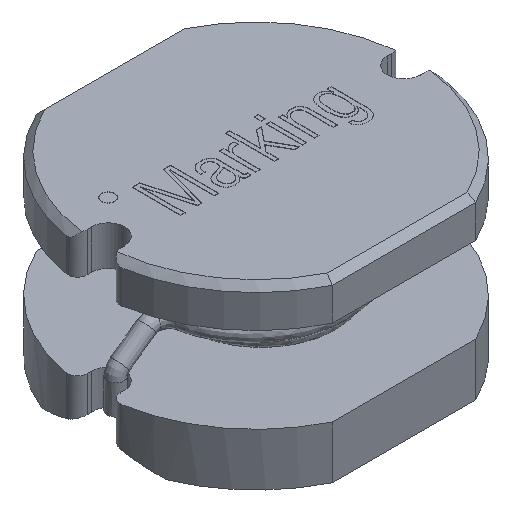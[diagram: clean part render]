
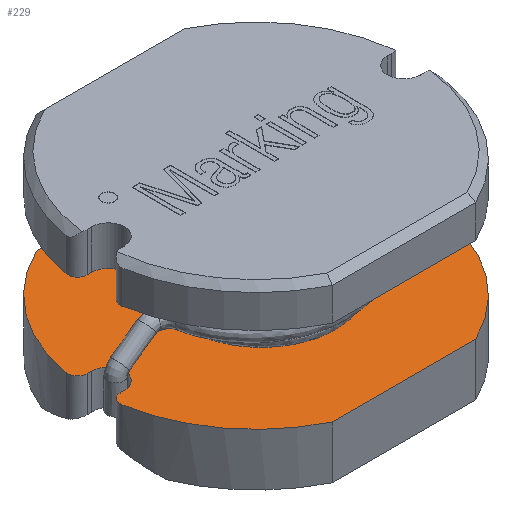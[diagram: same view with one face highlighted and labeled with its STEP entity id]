
A CAD part, isometric view. The second image highlights one B-rep face of the part: STEP entity #229.
In plain terms, the highlighted planar face has unit normal (0, 0, 1).
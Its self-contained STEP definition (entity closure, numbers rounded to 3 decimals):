
#229 = ADVANCED_FACE( '', ( #574, #575 ), #576, .F. );
#574 = FACE_OUTER_BOUND( '', #1542, .T. );
#575 = FACE_BOUND( '', #1543, .T. );
#576 = PLANE( '', #1544 );
#1542 = EDGE_LOOP( '', ( #3823, #3824, #3825, #3826, #3827, #3828, #3829, #3830, #3831, #3832, #3833, #3834, #3835, #3836, #3837, #3838 ) );
#1543 = EDGE_LOOP( '', ( #3839 ) );
#1544 = AXIS2_PLACEMENT_3D( '', #3840, #3841, #3842 );
#3823 = ORIENTED_EDGE( '', *, *, #5076, .T. );
#3824 = ORIENTED_EDGE( '', *, *, #5077, .F. );
#3825 = ORIENTED_EDGE( '', *, *, #5078, .F. );
#3826 = ORIENTED_EDGE( '', *, *, #5079, .F. );
#3827 = ORIENTED_EDGE( '', *, *, #5080, .T. );
#3828 = ORIENTED_EDGE( '', *, *, #5081, .F. );
#3829 = ORIENTED_EDGE( '', *, *, #5082, .T. );
#3830 = ORIENTED_EDGE( '', *, *, #5083, .F. );
#3831 = ORIENTED_EDGE( '', *, *, #5084, .T. );
#3832 = ORIENTED_EDGE( '', *, *, #5085, .F. );
#3833 = ORIENTED_EDGE( '', *, *, #4938, .F. );
#3834 = ORIENTED_EDGE( '', *, *, #5086, .F. );
#3835 = ORIENTED_EDGE( '', *, *, #5087, .T. );
#3836 = ORIENTED_EDGE( '', *, *, #5088, .F. );
#3837 = ORIENTED_EDGE( '', *, *, #5089, .T. );
#3838 = ORIENTED_EDGE( '', *, *, #5071, .F. );
#3839 = ORIENTED_EDGE( '', *, *, #5052, .T. );
#3840 = CARTESIAN_POINT( '', ( 0., 0., 1.6 ) );
#3841 = DIRECTION( '', ( 0., 0., -1. ) );
#3842 = DIRECTION( '', ( -1., 0., 0. ) );
#4938 = EDGE_CURVE( '', #5449, #5451, #5452, .T. );
#5052 = EDGE_CURVE( '', #5653, #5653, #5654, .T. );
#5071 = EDGE_CURVE( '', #5684, #5685, #5686, .T. );
#5076 = EDGE_CURVE( '', #5684, #5693, #5694, .F. );
#5077 = EDGE_CURVE( '', #5695, #5693, #5696, .T. );
#5078 = EDGE_CURVE( '', #5697, #5695, #5698, .T. );
#5079 = EDGE_CURVE( '', #5699, #5697, #5700, .T. );
#5080 = EDGE_CURVE( '', #5699, #5701, #5702, .F. );
#5081 = EDGE_CURVE( '', #5703, #5701, #5704, .T. );
#5082 = EDGE_CURVE( '', #5703, #5705, #5706, .T. );
#5083 = EDGE_CURVE( '', #5707, #5705, #5708, .T. );
#5084 = EDGE_CURVE( '', #5707, #5709, #5710, .F. );
#5085 = EDGE_CURVE( '', #5451, #5709, #5711, .T. );
#5086 = EDGE_CURVE( '', #5712, #5449, #5713, .T. );
#5087 = EDGE_CURVE( '', #5712, #5714, #5715, .F. );
#5088 = EDGE_CURVE( '', #5716, #5714, #5717, .T. );
#5089 = EDGE_CURVE( '', #5716, #5685, #5718, .T. );
#5449 = VERTEX_POINT( '', #6268 );
#5451 = VERTEX_POINT( '', #6271 );
#5452 = LINE( '', #6272, #6273 );
#5653 = VERTEX_POINT( '', #6658 );
#5654 = CIRCLE( '', #6659, 1.9 );
#5684 = VERTEX_POINT( '', #6777 );
#5685 = VERTEX_POINT( '', #6778 );
#5686 = LINE( '', #6779, #6780 );
#5693 = VERTEX_POINT( '', #6790 );
#5694 = CIRCLE( '', #6791, 0.3 );
#5695 = VERTEX_POINT( '', #6792 );
#5696 = CIRCLE( '', #6793, 5. );
#5697 = VERTEX_POINT( '', #6794 );
#5698 = LINE( '', #6795, #6796 );
#5699 = VERTEX_POINT( '', #6797 );
#5700 = CIRCLE( '', #6798, 5. );
#5701 = VERTEX_POINT( '', #6799 );
#5702 = CIRCLE( '', #6800, 0.3 );
#5703 = VERTEX_POINT( '', #6801 );
#5704 = LINE( '', #6802, #6803 );
#5705 = VERTEX_POINT( '', #6804 );
#5706 = CIRCLE( '', #6805, 0.5 );
#5707 = VERTEX_POINT( '', #6806 );
#5708 = LINE( '', #6807, #6808 );
#5709 = VERTEX_POINT( '', #6809 );
#5710 = CIRCLE( '', #6810, 0.3 );
#5711 = CIRCLE( '', #6811, 5. );
#5712 = VERTEX_POINT( '', #6812 );
#5713 = CIRCLE( '', #6813, 5. );
#5714 = VERTEX_POINT( '', #6814 );
#5715 = CIRCLE( '', #6815, 0.3 );
#5716 = VERTEX_POINT( '', #6816 );
#5717 = LINE( '', #6817, #6818 );
#5718 = CIRCLE( '', #6819, 0.5 );
#6268 = CARTESIAN_POINT( '', ( -2.179, 4.5, 1.6 ) );
#6271 = CARTESIAN_POINT( '', ( 2.179, 4.5, 1.6 ) );
#6272 = CARTESIAN_POINT( '', ( -2.179, 4.5, 1.6 ) );
#6273 = VECTOR( '', #7932, 1000. );
#6658 = CARTESIAN_POINT( '', ( 1.9, 0., 1.6 ) );
#6659 = AXIS2_PLACEMENT_3D( '', #8035, #8036, #8037 );
#6777 = CARTESIAN_POINT( '', ( -4.631, -0.5, 1.6 ) );
#6778 = CARTESIAN_POINT( '', ( -4.5, -0.5, 1.6 ) );
#6779 = CARTESIAN_POINT( '', ( -4.975, -0.5, 1.6 ) );
#6780 = VECTOR( '', #8045, 1000. );
#6790 = CARTESIAN_POINT( '', ( -4.927, -0.851, 1.6 ) );
#6791 = AXIS2_PLACEMENT_3D( '', #8049, #8050, #8051 );
#6792 = CARTESIAN_POINT( '', ( -2.179, -4.5, 1.6 ) );
#6793 = AXIS2_PLACEMENT_3D( '', #8052, #8053, #8054 );
#6794 = CARTESIAN_POINT( '', ( 2.179, -4.5, 1.6 ) );
#6795 = CARTESIAN_POINT( '', ( 2.179, -4.5, 1.6 ) );
#6796 = VECTOR( '', #8055, 1000. );
#6797 = CARTESIAN_POINT( '', ( 4.927, -0.851, 1.6 ) );
#6798 = AXIS2_PLACEMENT_3D( '', #8056, #8057, #8058 );
#6799 = CARTESIAN_POINT( '', ( 4.631, -0.5, 1.6 ) );
#6800 = AXIS2_PLACEMENT_3D( '', #8059, #8060, #8061 );
#6801 = CARTESIAN_POINT( '', ( 4.5, -0.5, 1.6 ) );
#6802 = CARTESIAN_POINT( '', ( 4., -0.5, 1.6 ) );
#6803 = VECTOR( '', #8062, 1000. );
#6804 = CARTESIAN_POINT( '', ( 4.5, 0.5, 1.6 ) );
#6805 = AXIS2_PLACEMENT_3D( '', #8063, #8064, #8065 );
#6806 = CARTESIAN_POINT( '', ( 4.631, 0.5, 1.6 ) );
#6807 = CARTESIAN_POINT( '', ( 4., 0.5, 1.6 ) );
#6808 = VECTOR( '', #8066, 1000. );
#6809 = CARTESIAN_POINT( '', ( 4.927, 0.851, 1.6 ) );
#6810 = AXIS2_PLACEMENT_3D( '', #8067, #8068, #8069 );
#6811 = AXIS2_PLACEMENT_3D( '', #8070, #8071, #8072 );
#6812 = CARTESIAN_POINT( '', ( -4.927, 0.851, 1.6 ) );
#6813 = AXIS2_PLACEMENT_3D( '', #8073, #8074, #8075 );
#6814 = CARTESIAN_POINT( '', ( -4.631, 0.5, 1.6 ) );
#6815 = AXIS2_PLACEMENT_3D( '', #8076, #8077, #8078 );
#6816 = CARTESIAN_POINT( '', ( -4.5, 0.5, 1.6 ) );
#6817 = CARTESIAN_POINT( '', ( -4., 0.5, 1.6 ) );
#6818 = VECTOR( '', #8079, 1000. );
#6819 = AXIS2_PLACEMENT_3D( '', #8080, #8081, #8082 );
#7932 = DIRECTION( '', ( 1., 0., 0. ) );
#8035 = CARTESIAN_POINT( '', ( 0., 0., 1.6 ) );
#8036 = DIRECTION( '', ( 0., 0., -1. ) );
#8037 = DIRECTION( '', ( 1., 0., 0. ) );
#8045 = DIRECTION( '', ( 1., 0., 0. ) );
#8049 = CARTESIAN_POINT( '', ( -4.631, -0.8, 1.6 ) );
#8050 = DIRECTION( '', ( 0., 0., -1. ) );
#8051 = DIRECTION( '', ( -1., 0., 0. ) );
#8052 = CARTESIAN_POINT( '', ( 0., 0., 1.6 ) );
#8053 = DIRECTION( '', ( 0., 0., -1. ) );
#8054 = DIRECTION( '', ( 1., 0., 0. ) );
#8055 = DIRECTION( '', ( -1., 0., 0. ) );
#8056 = CARTESIAN_POINT( '', ( 0., 0., 1.6 ) );
#8057 = DIRECTION( '', ( 0., 0., -1. ) );
#8058 = DIRECTION( '', ( 1., 0., 0. ) );
#8059 = CARTESIAN_POINT( '', ( 4.631, -0.8, 1.6 ) );
#8060 = DIRECTION( '', ( 0., 0., -1. ) );
#8061 = DIRECTION( '', ( -1., 0., 0. ) );
#8062 = DIRECTION( '', ( 1., 0., 0. ) );
#8063 = CARTESIAN_POINT( '', ( 4.5, 0., 1.6 ) );
#8064 = DIRECTION( '', ( 0., 0., -1. ) );
#8065 = DIRECTION( '', ( -1., 0., 0. ) );
#8066 = DIRECTION( '', ( -1., 0., 0. ) );
#8067 = CARTESIAN_POINT( '', ( 4.631, 0.8, 1.6 ) );
#8068 = DIRECTION( '', ( 0., 0., -1. ) );
#8069 = DIRECTION( '', ( -1., 0., 0. ) );
#8070 = CARTESIAN_POINT( '', ( 0., 0., 1.6 ) );
#8071 = DIRECTION( '', ( 0., 0., -1. ) );
#8072 = DIRECTION( '', ( 1., 0., 0. ) );
#8073 = CARTESIAN_POINT( '', ( 0., 0., 1.6 ) );
#8074 = DIRECTION( '', ( 0., 0., -1. ) );
#8075 = DIRECTION( '', ( 1., 0., 0. ) );
#8076 = CARTESIAN_POINT( '', ( -4.631, 0.8, 1.6 ) );
#8077 = DIRECTION( '', ( 0., 0., -1. ) );
#8078 = DIRECTION( '', ( -1., 0., 0. ) );
#8079 = DIRECTION( '', ( -1., 0., 0. ) );
#8080 = CARTESIAN_POINT( '', ( -4.5, 0., 1.6 ) );
#8081 = DIRECTION( '', ( 0., 0., -1. ) );
#8082 = DIRECTION( '', ( -1., 0., 0. ) );
